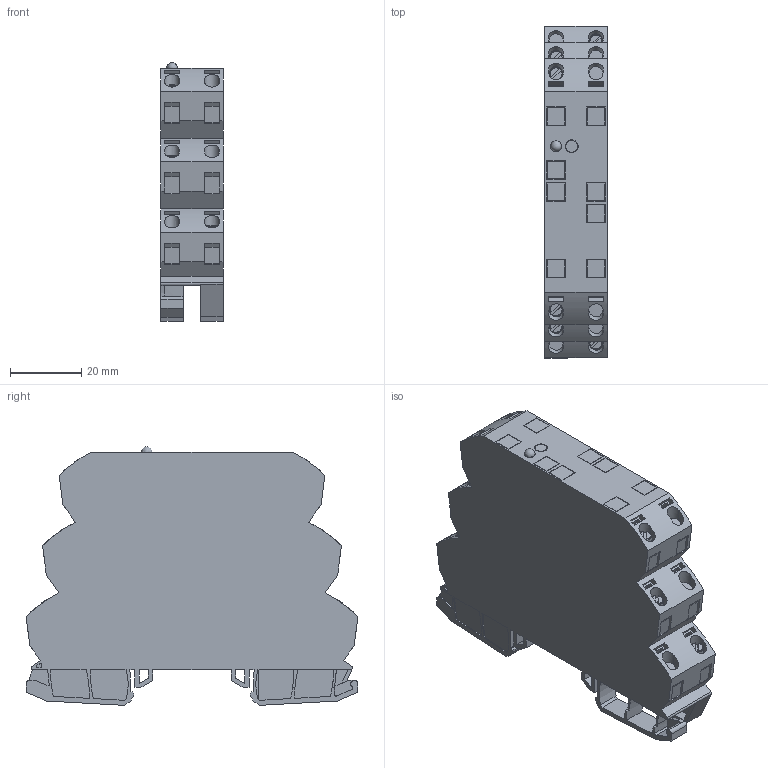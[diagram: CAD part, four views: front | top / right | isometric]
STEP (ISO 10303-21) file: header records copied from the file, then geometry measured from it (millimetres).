
FILE_DESCRIPTION(('STEP AP214'),'1');
FILE_NAME('cctmp_8FAAA527-3817-43B5-A57D-819301FA5AE3_2023_07_21_11_09_40_0758..stp','2023-07-21T09:09:41',('SIEMENS A&D'),('CADClick - www.CADClick.com'),'Spatial InterOp 3D postprocessed',' ','unknown authorization');
FILE_SCHEMA(('AUTOMOTIVE_DESIGN'));
Length unit declared in the file: millimetre
Products named in the file (1): 2023_07_21_11_09_40_0715
Bounding box: 17.4 x 93.06 x 72.49 mm (x, y, z)
Volume: 86557.4 mm3; surface area: 20709.5 mm2
Topology: 1 solids, 3 shells, 641 faces, 1666 edges, 1084 vertices
Faces by surface type: plane 479, cylinder 125, torus 24, cone 12, sphere 1
Entity records: 33269 total; most frequent: CARTESIAN_POINT 4578, STYLED_ITEM 3390, PRESENTATION_STYLE_ASSIGNMENT 3390, ORIENTED_EDGE 3328, DIRECTION 3158, EDGE_CURVE 1664, CURVE_STYLE 1664, DRAUGHTING_PRE_DEFINED_CURVE_FONT 1664
